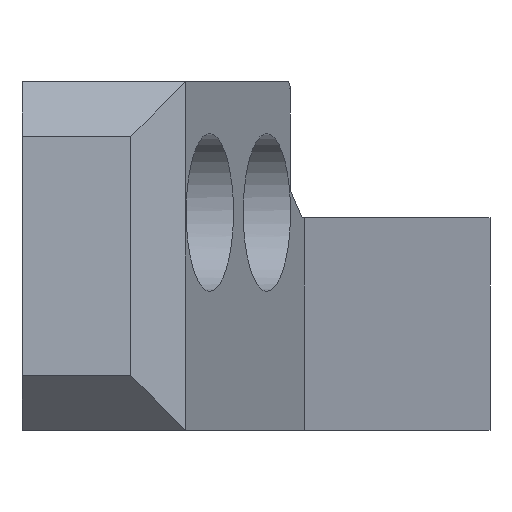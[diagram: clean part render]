
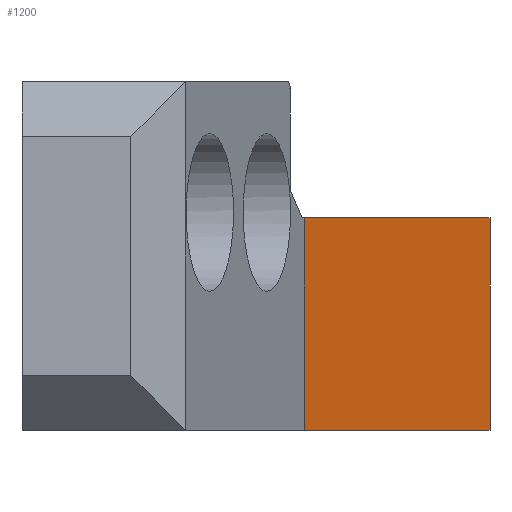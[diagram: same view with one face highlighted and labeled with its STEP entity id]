
A CAD part, left-side view. The second image highlights one B-rep face of the part: STEP entity #1200.
In plain terms, the highlighted planar face has unit normal (-0.487, -0.873, 0).
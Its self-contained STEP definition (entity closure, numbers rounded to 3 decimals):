
#58=PLANE('',#1294);
#119=FACE_OUTER_BOUND('',#188,.T.);
#188=EDGE_LOOP('',(#976,#977,#978,#979));
#281=LINE('',#1779,#429);
#339=LINE('',#1921,#487);
#340=LINE('',#1922,#488);
#341=LINE('',#1923,#489);
#429=VECTOR('',#1433,1000.);
#487=VECTOR('',#1547,1000.);
#488=VECTOR('',#1548,1000.);
#489=VECTOR('',#1549,1000.);
#582=VERTEX_POINT('',#1776);
#583=VERTEX_POINT('',#1778);
#638=VERTEX_POINT('',#1919);
#639=VERTEX_POINT('',#1920);
#709=EDGE_CURVE('',#583,#582,#281,.T.);
#778=EDGE_CURVE('',#638,#639,#339,.T.);
#779=EDGE_CURVE('',#639,#583,#340,.T.);
#780=EDGE_CURVE('',#638,#582,#341,.T.);
#976=ORIENTED_EDGE('',*,*,#778,.T.);
#977=ORIENTED_EDGE('',*,*,#779,.T.);
#978=ORIENTED_EDGE('',*,*,#709,.T.);
#979=ORIENTED_EDGE('',*,*,#780,.F.);
#1200=ADVANCED_FACE('',(#119),#58,.T.);
#1294=AXIS2_PLACEMENT_3D('',#1918,#1545,#1546);
#1433=DIRECTION('',(0.,0.,-1.));
#1545=DIRECTION('center_axis',(-0.487,-0.873,0.));
#1546=DIRECTION('ref_axis',(-0.873,0.487,0.));
#1547=DIRECTION('',(0.,0.,1.));
#1548=DIRECTION('',(-0.873,0.487,0.));
#1549=DIRECTION('',(-0.873,0.487,0.));
#1776=CARTESIAN_POINT('',(-4.422,-1.869,-0.8));
#1778=CARTESIAN_POINT('',(-4.422,-1.869,7.));
#1779=CARTESIAN_POINT('',(-4.422,-1.869,17.));
#1918=CARTESIAN_POINT('Origin',(2.565,-5.766,17.));
#1919=CARTESIAN_POINT('',(7.805,-8.689,-0.8));
#1920=CARTESIAN_POINT('',(7.805,-8.689,7.));
#1921=CARTESIAN_POINT('',(7.805,-8.689,17.));
#1922=CARTESIAN_POINT('',(2.565,-5.766,7.));
#1923=CARTESIAN_POINT('',(2.565,-5.766,-0.8));
